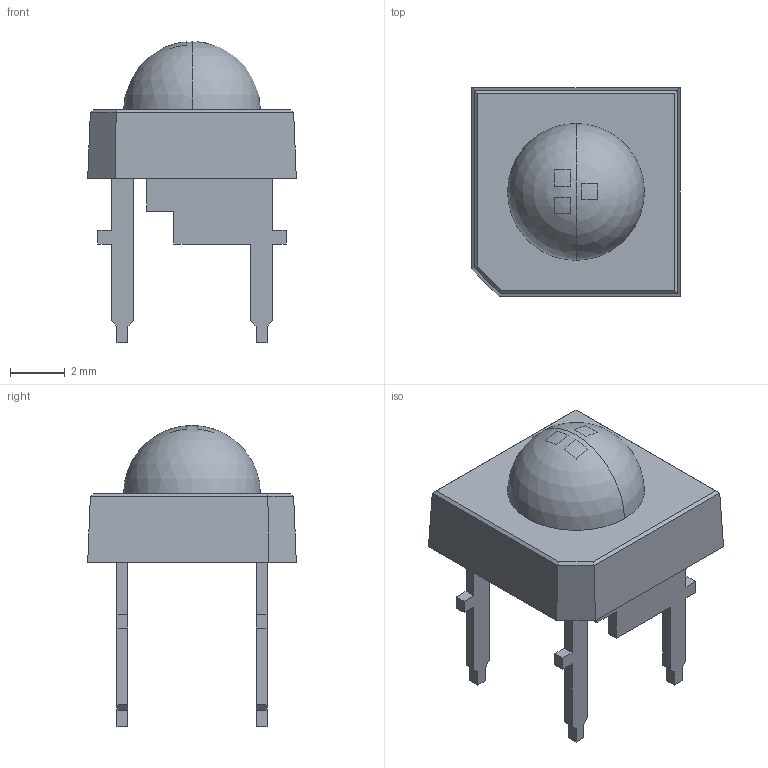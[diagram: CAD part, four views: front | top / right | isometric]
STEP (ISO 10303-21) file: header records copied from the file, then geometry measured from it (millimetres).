
FILE_DESCRIPTION((''),'2;1');
FILE_NAME('LED_FORGE-EU_FCL-P5DR078G03B12WCCI.stp','2011-08-08T14:52:14',(''),(''),'Mechanical Desktop 2011','Mechanical Desktop 2011',', , ');
FILE_SCHEMA(('AUTOMOTIVE_DESIGN { 1 2 10303 214 1 1 1 1 }'));
Length unit declared in the file: millimetre
Products named in the file (1): Product
Bounding box: 7.62 x 7.62 x 11 mm (x, y, z)
Volume: 185.2 mm3; surface area: 368.5 mm2
Topology: 9 solids, 9 shells, 105 faces, 260 edges, 171 vertices
Faces by surface type: plane 93, bspline 7, sphere 5
Entity records: 3134 total; most frequent: CARTESIAN_POINT 556, ORIENTED_EDGE 516, DIRECTION 485, EDGE_CURVE 258, VECTOR 229, LINE 229, VERTEX_POINT 171, AXIS2_PLACEMENT_3D 128
